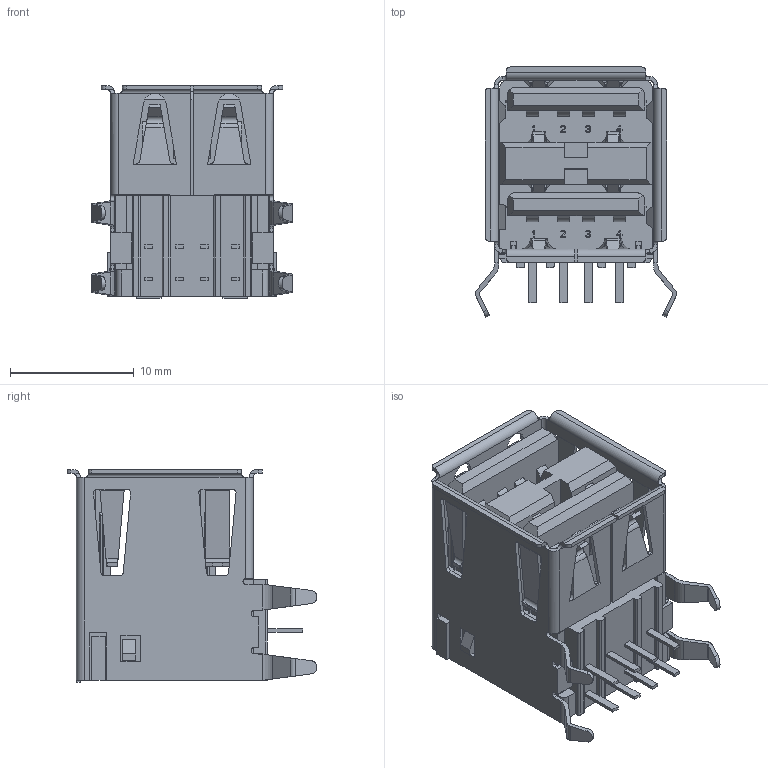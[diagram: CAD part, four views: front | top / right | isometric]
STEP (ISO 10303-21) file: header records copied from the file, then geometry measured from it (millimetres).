
FILE_DESCRIPTION((''),'2;1');
FILE_NAME('C-5787617-1','2019-02-27T01:28:37',('workeradm'),('TE Connectivity Ltd.'),'CREO PARAMETRIC BY PTC INC, 2018190','CREO PARAMETRIC BY PTC INC, 2018190','');
FILE_SCHEMA(('AUTOMOTIVE_DESIGN { 1 0 10303 214 1 1 1 1 }'));
Length unit declared in the file: millimetre
Products named in the file (1): C-5787617-1
Bounding box: 16.24 x 20.14 x 17.18 mm (x, y, z)
Volume: 2357.3 mm3; surface area: 3247.7 mm2
Topology: 1 solids, 1 shells, 854 faces, 2346 edges, 1514 vertices
Faces by surface type: plane 640, cylinder 164, bspline 50
Entity records: 29087 total; most frequent: CARTESIAN_POINT 7743, ORIENTED_EDGE 4692, DIRECTION 3920, EDGE_CURVE 2346, VECTOR 1944, LINE 1944, VERTEX_POINT 1514, AXIS2_PLACEMENT_3D 988
